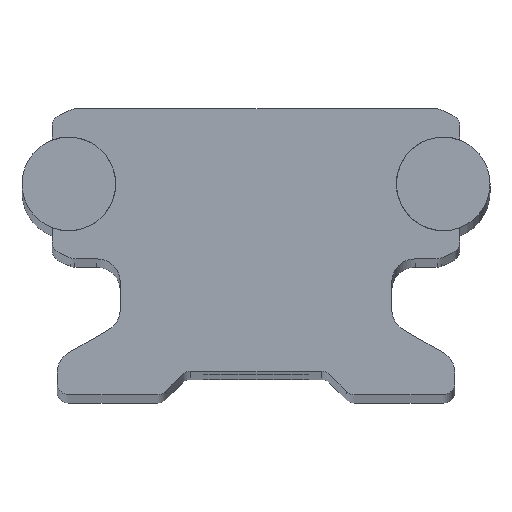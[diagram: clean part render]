
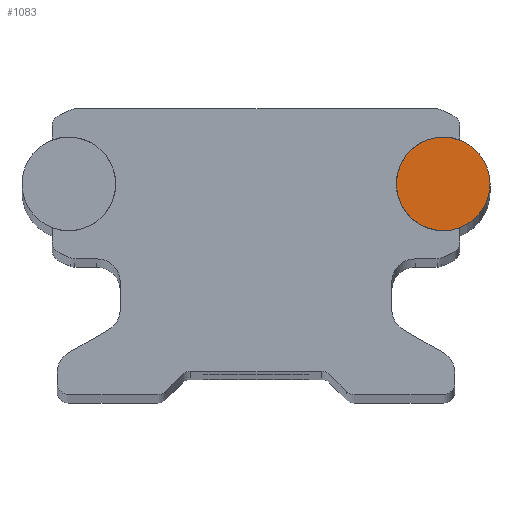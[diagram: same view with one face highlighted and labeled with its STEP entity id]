
A CAD part, top view. The second image highlights one B-rep face of the part: STEP entity #1083.
In plain terms, the highlighted planar face has unit normal (0, 0, 1).
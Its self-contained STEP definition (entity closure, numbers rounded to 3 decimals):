
#10 = DIRECTION ( 'NONE',  ( 1., 0., 0. ) ) ;
#55 = AXIS2_PLACEMENT_3D ( 'NONE', #65, #481, #1571 ) ;
#65 = CARTESIAN_POINT ( 'NONE',  ( 0., 0., 102.75 ) ) ;
#221 = FACE_OUTER_BOUND ( 'NONE', #304, .T. ) ;
#225 = EDGE_CURVE ( 'NONE', #1419, #1555, #1273, .T. ) ;
#247 = DIRECTION ( 'NONE',  ( 1., 0., 0. ) ) ;
#304 = EDGE_LOOP ( 'NONE', ( #1641, #1066 ) ) ;
#481 = DIRECTION ( 'NONE',  ( 0., 0., 1. ) ) ;
#751 = CARTESIAN_POINT ( 'NONE',  ( -2., 0., 102.75 ) ) ;
#780 = CARTESIAN_POINT ( 'NONE',  ( 0., 0., 102.75 ) ) ;
#953 = AXIS2_PLACEMENT_3D ( 'NONE', #1716, #2289, #247 ) ;
#1066 = ORIENTED_EDGE ( 'NONE', *, *, #1121, .T. ) ;
#1083 = ADVANCED_FACE ( 'NONE', ( #221 ), #1309, .T. ) ;
#1121 = EDGE_CURVE ( 'NONE', #1555, #1419, #2090, .T. ) ;
#1273 = CIRCLE ( 'NONE', #55, 2. ) ;
#1309 = PLANE ( 'NONE',  #1931 ) ;
#1419 = VERTEX_POINT ( 'NONE', #751 ) ;
#1466 = CARTESIAN_POINT ( 'NONE',  ( 2., 0., 102.75 ) ) ;
#1555 = VERTEX_POINT ( 'NONE', #1466 ) ;
#1571 = DIRECTION ( 'NONE',  ( 1., 0., 0. ) ) ;
#1641 = ORIENTED_EDGE ( 'NONE', *, *, #225, .T. ) ;
#1716 = CARTESIAN_POINT ( 'NONE',  ( 0., 0., 102.75 ) ) ;
#1870 = DIRECTION ( 'NONE',  ( 0., 0., 1. ) ) ;
#1931 = AXIS2_PLACEMENT_3D ( 'NONE', #780, #1870, #10 ) ;
#2090 = CIRCLE ( 'NONE', #953, 2. ) ;
#2289 = DIRECTION ( 'NONE',  ( 0., 0., 1. ) ) ;
